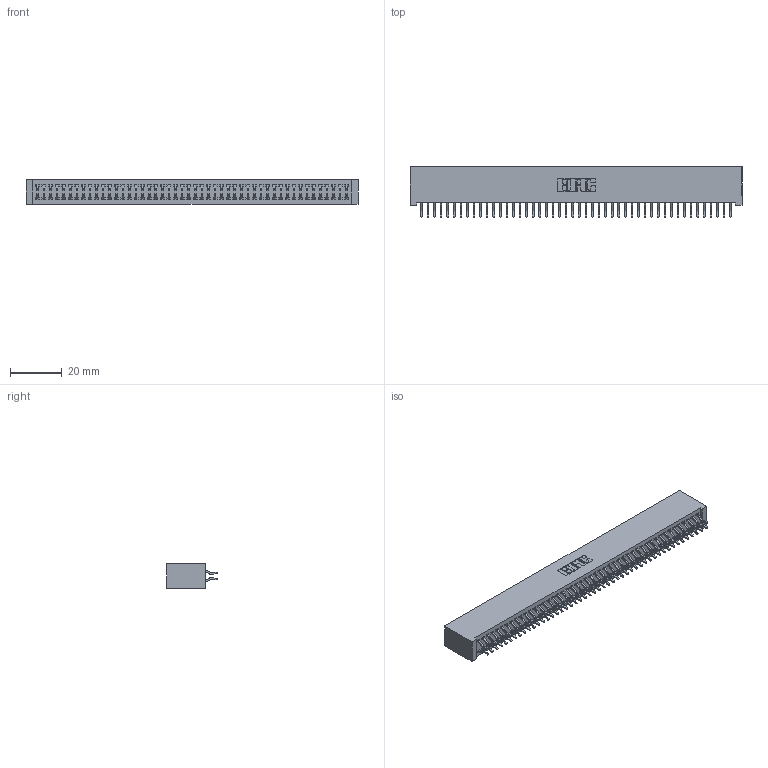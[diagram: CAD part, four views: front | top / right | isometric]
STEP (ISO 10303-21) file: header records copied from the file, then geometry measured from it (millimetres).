
FILE_DESCRIPTION (( 'STEP AP203' ), '1' );
FILE_NAME ('392-096-556-201.STEP', '2018-08-18T10:11:32', ( '' ), ( '' ), 'SwSTEP 2.0', 'SolidWorks 2016', '' );
FILE_SCHEMA (( 'CONFIG_CONTROL_DESIGN' ));
Length unit declared in the file: inch
Products named in the file (3): 342 Part_Lugless; 345-292-001_556 Tail; 392-096-556-201
Assembly tree (97 placements, depth 2):
  392-096-556-201
    342 Part_Lugless
    345-292-001_556 Tail  x96
Bounding box: 128.17 x 19.58 x 9.4 mm (x, y, z)
Volume: 11981.4 mm3; surface area: 20003.6 mm2
Topology: 97 solids, 97 shells, 5670 faces, 16883 edges, 11126 vertices
Faces by surface type: plane 3902, cylinder 1768
Entity records: 29915 total; most frequent: CARTESIAN_POINT 4962, ORIENTED_EDGE 4886, DIRECTION 4211, EDGE_CURVE 2443, VECTOR 2315, LINE 2315, VERTEX_POINT 1626, AXIS2_PLACEMENT_3D 948
